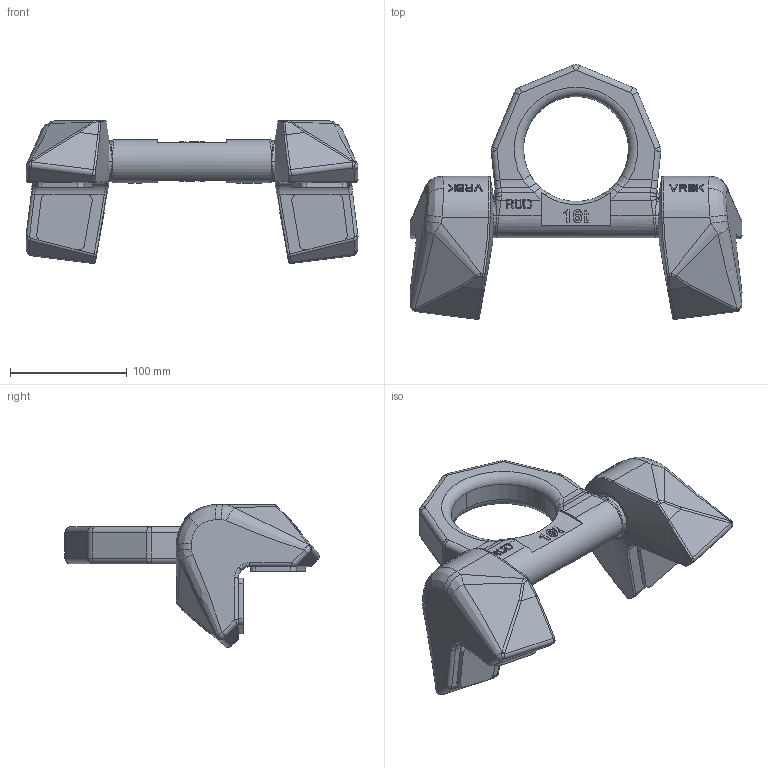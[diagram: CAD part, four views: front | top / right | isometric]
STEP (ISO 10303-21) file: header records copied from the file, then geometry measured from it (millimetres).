
FILE_DESCRIPTION((''),'2;1');
FILE_NAME('001-M35847-P-1_ASM','2019-12-03T',('Marcel.Bux'),(''),'PRO/ENGINEER BY PARAMETRIC TECHNOLOGY CORPORATION, 2011490','PRO/ENGINEER BY PARAMETRIC TECHNOLOGY CORPORATION, 2011490','');
FILE_SCHEMA(('CONFIG_CONTROL_DESIGN'));
Length unit declared in the file: millimetre
Products named in the file (3): 001-M35243-P-1; 001-M35847-P-1; 001-M35847-P-1_ASM
Assembly tree (3 placements, depth 2):
  001-M35847-P-1_ASM
    001-M35243-P-1
    001-M35847-P-1  x2
Bounding box: 284.88 x 218.46 x 122.64 mm (x, y, z)
Volume: 1319610.2 mm3; surface area: 135970.7 mm2
Topology: 3 solids, 3 shells, 818 faces, 2164 edges, 1378 vertices
Faces by surface type: plane 469, bspline 138, cylinder 121, extrusion 60, cone 12, torus 10, sphere 8
Entity records: 23426 total; most frequent: CARTESIAN_POINT 8746, ORIENTED_EDGE 3360, DIRECTION 2522, EDGE_CURVE 1680, VERTEX_POINT 1073, VECTOR 1016, LINE 956, AXIS2_PLACEMENT_3D 753
